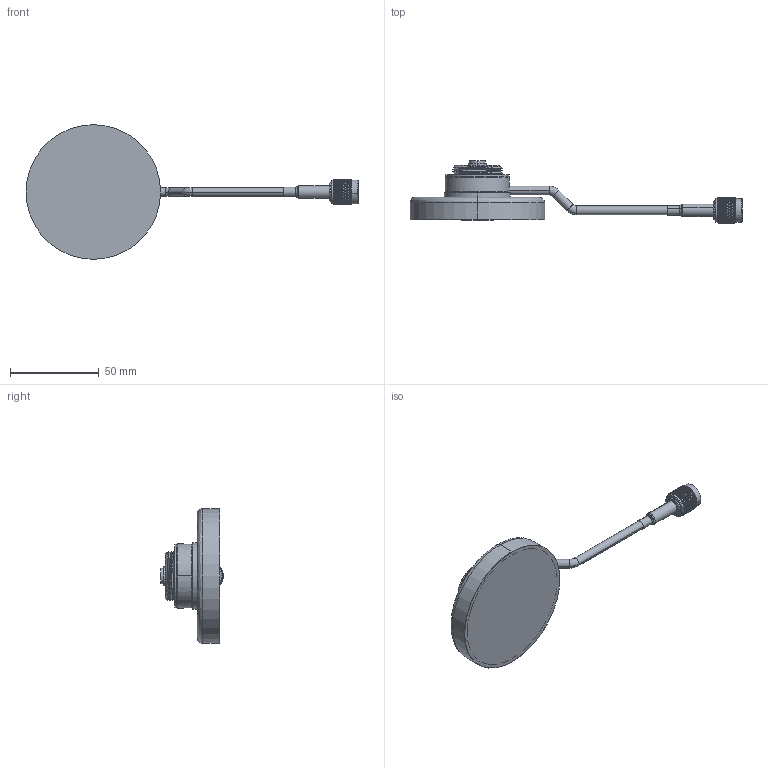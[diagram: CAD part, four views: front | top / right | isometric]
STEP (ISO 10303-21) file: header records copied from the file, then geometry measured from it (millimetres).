
FILE_DESCRIPTION (( 'STEP AP214' ), '1' );
FILE_NAME ('FMMA1-RTPA10_3D.step', '2023-03-15T17:08:55', ( '' ), ( '' ), 'SwSTEP 2.0', 'SolidWorks 2022', '' );
FILE_SCHEMA (( 'AUTOMOTIVE_DESIGN' ));
Length unit declared in the file: inch
Products named in the file (4): Copy of HeatShrink-195-3_230124^FMMA1-RTPA10; Copy of RTP 230124^FMMA1-RTPA10; Copy of NMO Base w Cable^FMMA1-RTPA10; FMMA1-RTPA10_3D
Assembly tree (3 placements, depth 2):
  FMMA1-RTPA10_3D
    Copy of NMO Base w Cable^FMMA1-RTPA10
    Copy of HeatShrink-195-3_230124^FMMA1-RTPA10
    Copy of RTP 230124^FMMA1-RTPA10
Bounding box: 187.49 x 35.21 x 76 mm (x, y, z)
Volume: 62521.6 mm3; surface area: 45912.8 mm2
Topology: 10 solids, 10 shells, 2820 faces, 6033 edges, 3247 vertices
Faces by surface type: bspline 2016, cylinder 646, plane 102, cone 48, torus 8
Entity records: 110534 total; most frequent: CARTESIAN_POINT 70204, ORIENTED_EDGE 12058, EDGE_CURVE 6029, VERTEX_POINT 3247, EDGE_LOOP 2858, DIRECTION 2838, FACE_OUTER_BOUND 2820, ADVANCED_FACE 2820
